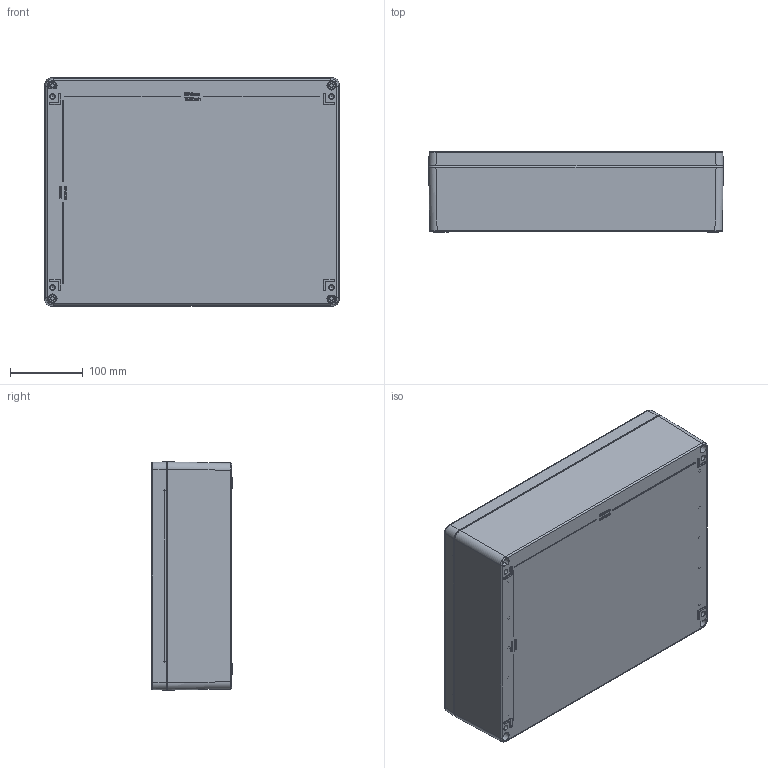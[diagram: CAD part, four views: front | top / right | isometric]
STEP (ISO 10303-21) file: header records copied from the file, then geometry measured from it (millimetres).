
FILE_DESCRIPTION(/* description */ (''),/* implementation_level */ '2;1');
FILE_NAME(/* name */ '09403111000-RST.stp',/* time_stamp */ '2021-09-06T14:56:14+02:00',/* author */ ('sl'),/* organization */ (''),/* preprocessor_version */ 'ST-DEVELOPER v16.5',/* originating_system */ 'Autodesk Inventor 2017',/* authorisation */ '');
FILE_SCHEMA (('AUTOMOTIVE_DESIGN { 1 0 10303 214 3 1 1 }'));
Products named in the file (8): Alu-Gehäuse-36-BG-0001-09_403111_000; Deckel-Alu-Gehäuse-36-BG-0002-09_403111_000; Deckel-Alu-Gehäuse-36-BT-0001-09_403111_000; Dichtlippe-Alu-Gehäuse-36-BT-0003-09_403111_000; UT-Alu-Gehäuse-36-BG-0003-09_403111_000; Erdung-Edelstahl-Gehäuse-01-BT-0002-20101006000; UT-Alu-Gehäuse-36-BT-0002-09_403111_000; Schraube-M6x25-10
Assembly tree (14 placements, depth 3):
  Alu-Gehäuse-36-BG-0001-09_403111_000
    Deckel-Alu-Gehäuse-36-BG-0002-09_403111_000
      Deckel-Alu-Gehäuse-36-BT-0001-09_403111_000
      Dichtlippe-Alu-Gehäuse-36-BT-0003-09_403111_000
      Erdung-Edelstahl-Gehäuse-01-BT-0002-20101006000
    UT-Alu-Gehäuse-36-BG-0003-09_403111_000
      Erdung-Edelstahl-Gehäuse-01-BT-0002-20101006000  x4
      UT-Alu-Gehäuse-36-BT-0002-09_403111_000
    Schraube-M6x25-10  x4
Bounding box: 404 x 111 x 313 mm (x, y, z)
Volume: 2079065.9 mm3; surface area: 856526.5 mm2
Topology: 12 solids, 12 shells, 1625 faces, 3954 edges, 2442 vertices
Faces by surface type: plane 579, bspline 514, cylinder 306, cone 108, torus 106, sphere 12
Full cylindrical faces by diameter (mm): 4.7 x5, 5 x18, 5.3 x4, 6 x4, 6.5 x4, 8 x5, 8.388 x4
Entity records: 73027 total; most frequent: CARTESIAN_POINT 43156, ORIENTED_EDGE 6508, DIRECTION 5102, EDGE_CURVE 3254, VERTEX_POINT 2089, AXIS2_PLACEMENT_3D 1772, EDGE_LOOP 1737, LINE 1558
